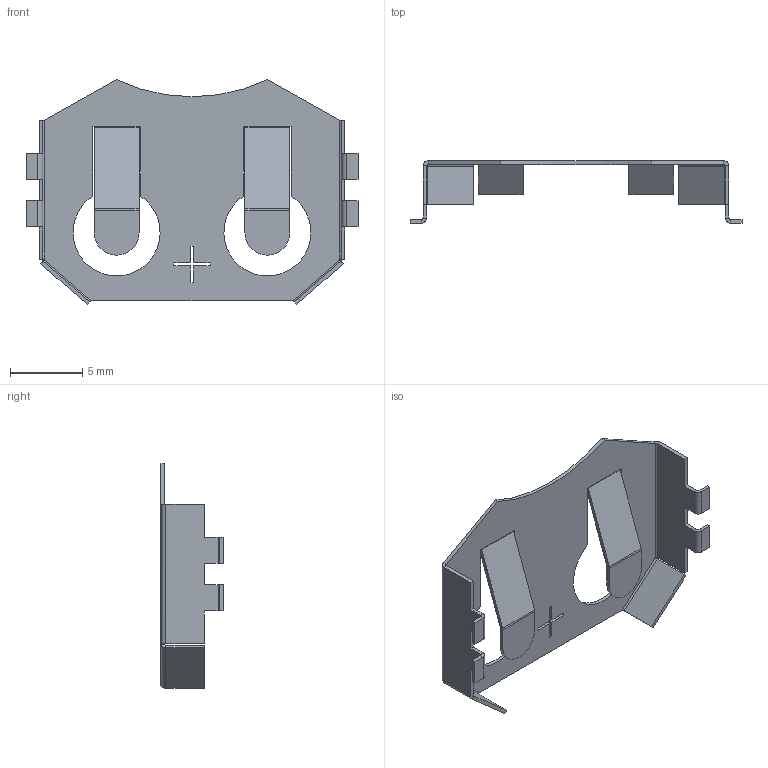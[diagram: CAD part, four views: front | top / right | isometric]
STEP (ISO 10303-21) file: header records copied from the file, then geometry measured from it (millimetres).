
FILE_DESCRIPTION (( 'STEP AP214' ), '1' );
FILE_NAME ('CR2032_holder_3D_model.STEP', '2023-05-13T17:54:24', ( '' ), ( '' ), 'SwSTEP 2.0', 'SolidWorks 2022', '' );
FILE_SCHEMA (( 'AUTOMOTIVE_DESIGN' ));
Length unit declared in the file: millimetre
Products named in the file (1): CR2032_holder_3D_model
Bounding box: 22.9 x 4.3 x 15.51 mm (x, y, z)
Volume: 86.7 mm3; surface area: 744.6 mm2
Topology: 1 solids, 1 shells, 146 faces, 336 edges, 192 vertices
Faces by surface type: plane 113, cylinder 29, bspline 4
Entity records: 4112 total; most frequent: CARTESIAN_POINT 807, ORIENTED_EDGE 672, DIRECTION 664, EDGE_CURVE 336, LINE 278, VECTOR 278, AXIS2_PLACEMENT_3D 193, VERTEX_POINT 192
